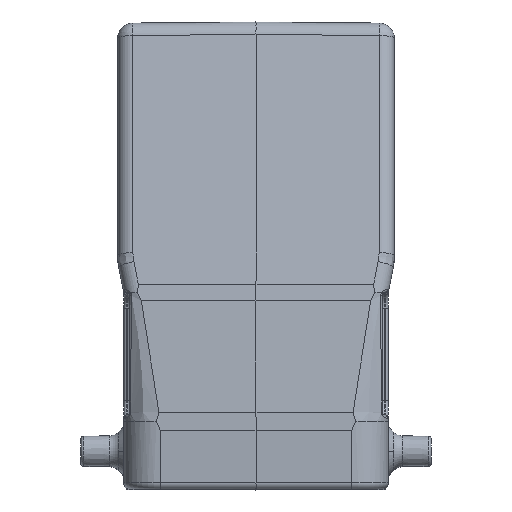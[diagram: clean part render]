
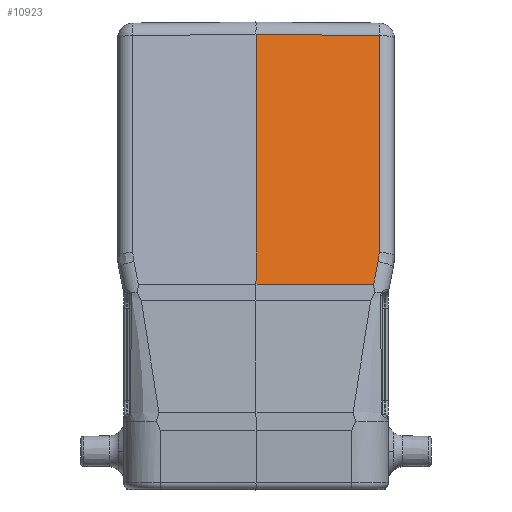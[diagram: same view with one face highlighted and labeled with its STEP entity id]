
A CAD part, top view. The second image highlights one B-rep face of the part: STEP entity #10923.
In plain terms, the highlighted planar face has unit normal (0.009, 0.19, 0.982).
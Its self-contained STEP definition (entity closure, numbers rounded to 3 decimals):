
#106=DIRECTION('',(0.,0.982,-0.19));
#107=VECTOR('',#106,41.382);
#108=CARTESIAN_POINT('',(0.,-21.241,
44.49));
#109=LINE('',#108,#107);
#110=DIRECTION('',(1.,-0.009,-0.007));
#111=VECTOR('',#110,20.023);
#112=CARTESIAN_POINT('',(0.,19.39,36.641));
#113=LINE('',#112,#111);
#114=CARTESIAN_POINT('',(20.022,-16.12,43.323));
#115=CARTESIAN_POINT('',(20.022,-16.614,43.419));
#116=CARTESIAN_POINT('',(19.973,-17.107,43.514));
#117=CARTESIAN_POINT('',(19.876,-17.591,43.609));
#119=DIRECTION('',(-0.193,-0.963,0.188));
#120=VECTOR('',#119,3.79);
#121=CARTESIAN_POINT('',(19.876,-17.591,43.609));
#122=LINE('',#121,#120);
#123=DIRECTION('',(-1.,0.,0.009));
#124=VECTOR('',#123,19.147);
#125=CARTESIAN_POINT('',(19.146,-21.241,44.32));
#126=LINE('',#125,#124);
#1098=DIRECTION('',(0.,0.982,-0.19));
#1099=VECTOR('',#1098,35.988);
#1100=CARTESIAN_POINT('',(20.022,-16.12,43.323));
#1101=LINE('',#1100,#1099);
#8742=CARTESIAN_POINT('',(19.876,-17.591,43.609));
#8743=CARTESIAN_POINT('',(19.146,-21.241,44.32));
#8744=VERTEX_POINT('',#8742);
#8745=VERTEX_POINT('',#8743);
#8751=CARTESIAN_POINT('',(0.,-21.241,
44.49));
#8752=CARTESIAN_POINT('',(0.,19.39,36.641));
#8753=VERTEX_POINT('',#8751);
#8754=VERTEX_POINT('',#8752);
#8755=CARTESIAN_POINT('',(20.022,19.215,36.497));
#8756=VERTEX_POINT('',#8755);
#8757=CARTESIAN_POINT('',(20.022,-16.12,43.323));
#8758=VERTEX_POINT('',#8757);
#10905=CARTESIAN_POINT('',(0.,-22.585,44.75));
#10906=DIRECTION('',(0.009,0.19,0.982));
#10907=DIRECTION('',(0.,-0.982,0.19));
#10908=AXIS2_PLACEMENT_3D('',#10905,#10906,#10907);
#10909=PLANE('',#10908);
#10911=ORIENTED_EDGE('',*,*,#10910,.T.);
#10913=ORIENTED_EDGE('',*,*,#10912,.T.);
#10915=ORIENTED_EDGE('',*,*,#10914,.F.);
#10917=ORIENTED_EDGE('',*,*,#10916,.T.);
#10918=ORIENTED_EDGE('',*,*,#10889,.T.);
#10920=ORIENTED_EDGE('',*,*,#10919,.T.);
#10921=EDGE_LOOP('',(#10911,#10913,#10915,#10917,#10918,#10920));
#10922=FACE_OUTER_BOUND('',#10921,.F.);
#10923=ADVANCED_FACE('',(#10922),#10909,.T.);
#118=B_SPLINE_CURVE_WITH_KNOTS('',3,(#114,#115,#116,#117),.UNSPECIFIED.,.F.,.F.,
(4,4),(0.,1.),.UNSPECIFIED.);
#10889=EDGE_CURVE('',#8744,#8745,#122,.T.);
#10910=EDGE_CURVE('',#8753,#8754,#109,.T.);
#10912=EDGE_CURVE('',#8754,#8756,#113,.T.);
#10914=EDGE_CURVE('',#8758,#8756,#1101,.T.);
#10916=EDGE_CURVE('',#8758,#8744,#118,.T.);
#10919=EDGE_CURVE('',#8745,#8753,#126,.T.);
